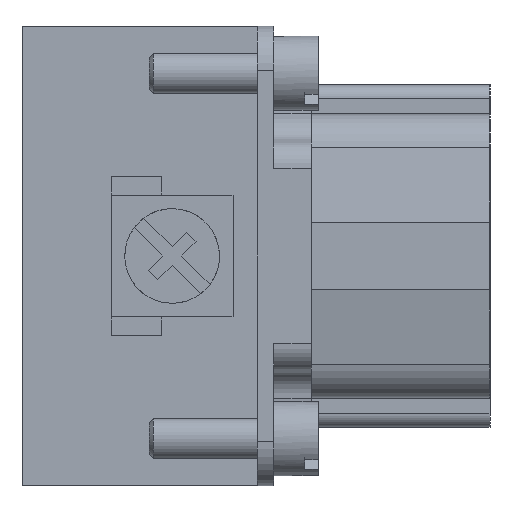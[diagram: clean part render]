
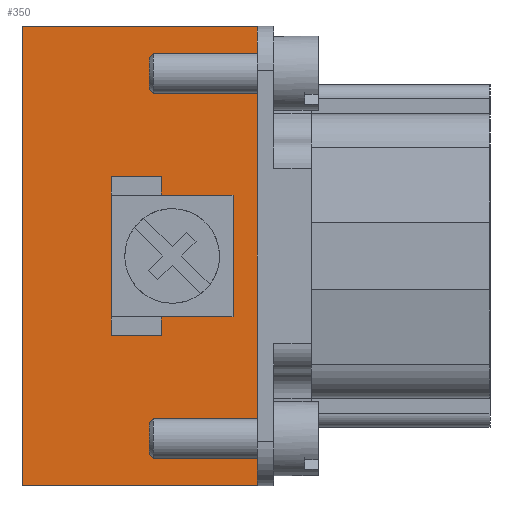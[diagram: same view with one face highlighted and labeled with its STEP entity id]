
A CAD part, left-side view. The second image highlights one B-rep face of the part: STEP entity #350.
In plain terms, the highlighted planar face has unit normal (-1, 0, 0).
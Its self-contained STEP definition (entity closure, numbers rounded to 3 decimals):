
#350 = ADVANCED_FACE( '', ( #1019, #1020 ), #1021, .F. );
#1019 = FACE_OUTER_BOUND( '', #1863, .T. );
#1020 = FACE_BOUND( '', #1864, .T. );
#1021 = PLANE( '', #1865 );
#1863 = EDGE_LOOP( '', ( #3962, #3963, #3964, #3965 ) );
#1864 = EDGE_LOOP( '', ( #3966, #3967, #3968, #3969, #3970, #3971, #3972, #3973 ) );
#1865 = AXIS2_PLACEMENT_3D( '', #3974, #3975, #3976 );
#3962 = ORIENTED_EDGE( '', *, *, #5665, .T. );
#3963 = ORIENTED_EDGE( '', *, *, #5690, .F. );
#3964 = ORIENTED_EDGE( '', *, *, #5074, .F. );
#3965 = ORIENTED_EDGE( '', *, *, #5691, .T. );
#3966 = ORIENTED_EDGE( '', *, *, #5450, .F. );
#3967 = ORIENTED_EDGE( '', *, *, #5484, .F. );
#3968 = ORIENTED_EDGE( '', *, *, #5461, .T. );
#3969 = ORIENTED_EDGE( '', *, *, #5470, .F. );
#3970 = ORIENTED_EDGE( '', *, *, #5475, .T. );
#3971 = ORIENTED_EDGE( '', *, *, #5481, .F. );
#3972 = ORIENTED_EDGE( '', *, *, #5479, .F. );
#3973 = ORIENTED_EDGE( '', *, *, #5457, .T. );
#3974 = CARTESIAN_POINT( '', ( -33.05, 17.4, -17. ) );
#3975 = DIRECTION( '', ( 1., 0., 0. ) );
#3976 = DIRECTION( '', ( 0., 0., -1. ) );
#5074 = EDGE_CURVE( '', #5985, #5986, #5987, .T. );
#5450 = EDGE_CURVE( '', #6635, #6638, #6639, .T. );
#5457 = EDGE_CURVE( '', #6651, #6638, #6652, .T. );
#5461 = EDGE_CURVE( '', #6656, #6657, #6658, .T. );
#5470 = EDGE_CURVE( '', #6672, #6657, #6674, .T. );
#5475 = EDGE_CURVE( '', #6672, #6681, #6682, .T. );
#5479 = EDGE_CURVE( '', #6651, #6688, #6689, .T. );
#5481 = EDGE_CURVE( '', #6688, #6681, #6691, .T. );
#5484 = EDGE_CURVE( '', #6656, #6635, #6694, .T. );
#5665 = EDGE_CURVE( '', #7004, #7005, #7006, .T. );
#5690 = EDGE_CURVE( '', #5986, #7005, #7045, .T. );
#5691 = EDGE_CURVE( '', #5985, #7004, #7046, .T. );
#5985 = VERTEX_POINT( '', #7470 );
#5986 = VERTEX_POINT( '', #7471 );
#5987 = LINE( '', #7472, #7473 );
#6635 = VERTEX_POINT( '', #8410 );
#6638 = VERTEX_POINT( '', #8414 );
#6639 = LINE( '', #8415, #8416 );
#6651 = VERTEX_POINT( '', #8434 );
#6652 = LINE( '', #8435, #8436 );
#6656 = VERTEX_POINT( '', #8443 );
#6657 = VERTEX_POINT( '', #8444 );
#6658 = LINE( '', #8445, #8446 );
#6672 = VERTEX_POINT( '', #8467 );
#6674 = LINE( '', #8470, #8471 );
#6681 = VERTEX_POINT( '', #8480 );
#6682 = LINE( '', #8481, #8482 );
#6688 = VERTEX_POINT( '', #8491 );
#6689 = LINE( '', #8492, #8493 );
#6691 = LINE( '', #8496, #8497 );
#6694 = LINE( '', #8502, #8503 );
#7004 = VERTEX_POINT( '', #8924 );
#7005 = VERTEX_POINT( '', #8925 );
#7006 = LINE( '', #8926, #8927 );
#7045 = LINE( '', #8984, #8985 );
#7046 = LINE( '', #8986, #8987 );
#7470 = CARTESIAN_POINT( '', ( -33.05, 17.4, -17. ) );
#7471 = CARTESIAN_POINT( '', ( -33.05, 17.4, 17. ) );
#7472 = CARTESIAN_POINT( '', ( -33.05, 17.4, -17. ) );
#7473 = VECTOR( '', #9559, 1000. );
#8410 = CARTESIAN_POINT( '', ( -33.05, 10.8, -5.9 ) );
#8414 = CARTESIAN_POINT( '', ( -33.05, 7.1, -5.9 ) );
#8415 = CARTESIAN_POINT( '', ( -33.05, 17.4, -5.9 ) );
#8416 = VECTOR( '', #10105, 1000. );
#8434 = CARTESIAN_POINT( '', ( -33.05, 7.1, -4.5 ) );
#8435 = CARTESIAN_POINT( '', ( -33.05, 7.1, -17. ) );
#8436 = VECTOR( '', #10112, 1000. );
#8443 = CARTESIAN_POINT( '', ( -33.05, 10.8, 5.9 ) );
#8444 = CARTESIAN_POINT( '', ( -33.05, 7.1, 5.9 ) );
#8445 = CARTESIAN_POINT( '', ( -33.05, 17.4, 5.9 ) );
#8446 = VECTOR( '', #10116, 1000. );
#8467 = CARTESIAN_POINT( '', ( -33.05, 7.1, 4.5 ) );
#8470 = CARTESIAN_POINT( '', ( -33.05, 7.1, -17. ) );
#8471 = VECTOR( '', #10125, 1000. );
#8480 = CARTESIAN_POINT( '', ( -33.05, 1.8, 4.5 ) );
#8481 = CARTESIAN_POINT( '', ( -33.05, 17.4, 4.5 ) );
#8482 = VECTOR( '', #10134, 1000. );
#8491 = CARTESIAN_POINT( '', ( -33.05, 1.8, -4.5 ) );
#8492 = CARTESIAN_POINT( '', ( -33.05, 17.4, -4.5 ) );
#8493 = VECTOR( '', #10138, 1000. );
#8496 = CARTESIAN_POINT( '', ( -33.05, 1.8, -17. ) );
#8497 = VECTOR( '', #10140, 1000. );
#8502 = CARTESIAN_POINT( '', ( -33.05, 10.8, -17. ) );
#8503 = VECTOR( '', #10143, 1000. );
#8924 = CARTESIAN_POINT( '', ( -33.05, 0., -17. ) );
#8925 = CARTESIAN_POINT( '', ( -33.05, 0., 17. ) );
#8926 = CARTESIAN_POINT( '', ( -33.05, 0., -17. ) );
#8927 = VECTOR( '', #10462, 1000. );
#8984 = CARTESIAN_POINT( '', ( -33.05, 17.4, 17. ) );
#8985 = VECTOR( '', #10499, 1000. );
#8986 = CARTESIAN_POINT( '', ( -33.05, 17.4, -17. ) );
#8987 = VECTOR( '', #10500, 1000. );
#9559 = DIRECTION( '', ( 0., 0., 1. ) );
#10105 = DIRECTION( '', ( 0., -1., 0. ) );
#10112 = DIRECTION( '', ( 0., 0., -1. ) );
#10116 = DIRECTION( '', ( 0., -1., 0. ) );
#10125 = DIRECTION( '', ( 0., 0., 1. ) );
#10134 = DIRECTION( '', ( 0., -1., 0. ) );
#10138 = DIRECTION( '', ( 0., -1., 0. ) );
#10140 = DIRECTION( '', ( 0., 0., 1. ) );
#10143 = DIRECTION( '', ( 0., 0., -1. ) );
#10462 = DIRECTION( '', ( 0., 0., 1. ) );
#10499 = DIRECTION( '', ( 0., -1., 0. ) );
#10500 = DIRECTION( '', ( 0., -1., 0. ) );
